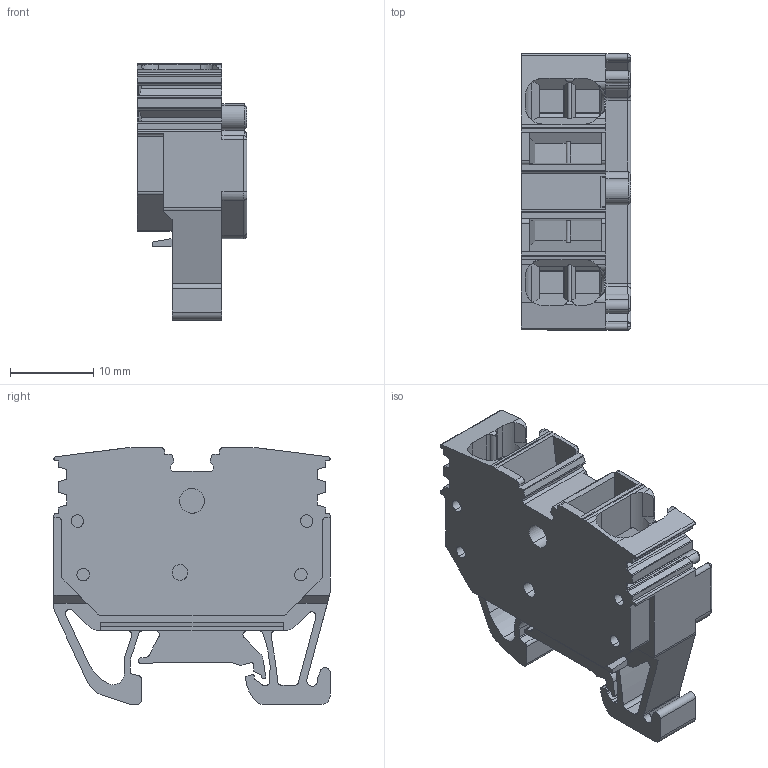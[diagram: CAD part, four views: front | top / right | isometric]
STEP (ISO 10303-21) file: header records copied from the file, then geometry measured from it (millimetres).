
FILE_DESCRIPTION(('CATIA V5R24 STEP','CAx-IF Rec.Pracs.--- Model Styling and Organization---1.2---2011-12-15'),'2;1');
FILE_NAME ('6129364_2', '2016-12-07T12:04:57+00:00', ('Weidmueller Interface'), ('Weidmueller'), 'CATIA Version 5-6 Release 2014 SP4 HF52', 'CATIA V5 STEP AP214', 'none');
FILE_SCHEMA(('AUTOMOTIVE_DESIGN { 1 0 10303 214 1 1 1 1 }'));
Length unit declared in the file: millimetre
Products named in the file (1): 1712800000
Bounding box: 13.2 x 33.2 x 30.86 mm (x, y, z)
Volume: 6196.7 mm3; surface area: 4899.3 mm2
Topology: 1 solids, 1 shells, 438 faces, 1237 edges, 807 vertices
Faces by surface type: plane 248, cylinder 164, cone 14, torus 8, sphere 4
Entity records: 14511 total; most frequent: CARTESIAN_POINT 3666, ORIENTED_EDGE 2466, DIRECTION 1864, EDGE_CURVE 1233, VECTOR 863, LINE 863, VERTEX_POINT 807, AXIS2_PLACEMENT_3D 629
